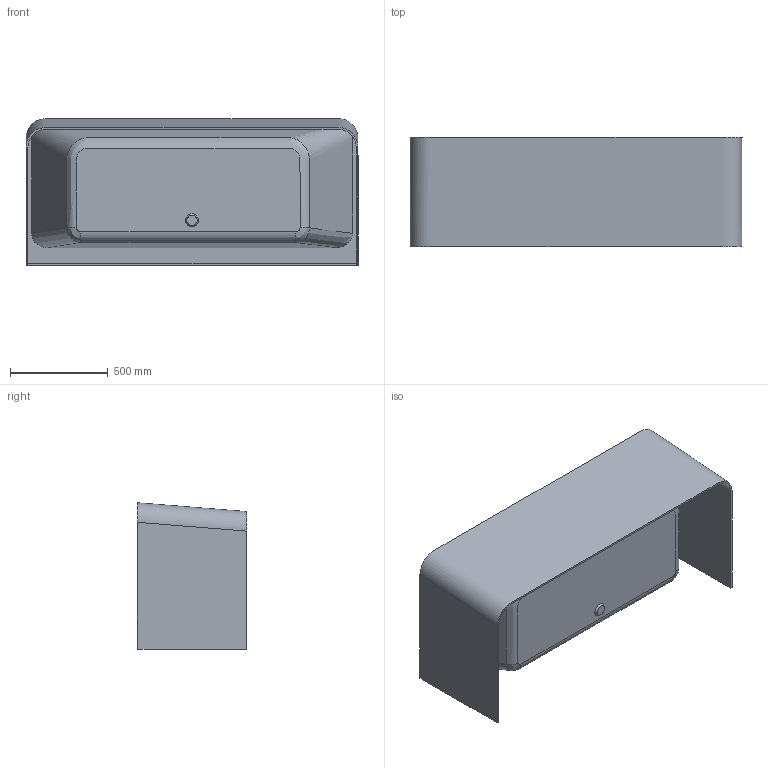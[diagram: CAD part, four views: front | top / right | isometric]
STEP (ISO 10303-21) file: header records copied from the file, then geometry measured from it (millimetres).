
FILE_DESCRIPTION (( 'STEP AP203' ), '1' );
FILE_NAME ('1608 三维.STEP', '2020-02-25T06:21:21', ( '微软用户' ), ( '微软中国' ), 'SwSTEP 2.0', 'SolidWorks 2015', '' );
FILE_SCHEMA (( 'CONFIG_CONTROL_DESIGN' ));
Length unit declared in the file: millimetre
Products named in the file (1): 1608 三维
Bounding box: 1700 x 560 x 750 mm (x, y, z)
Volume: 40186450.1 mm3; surface area: 8693861.4 mm2
Topology: 1 solids, 1 shells, 39 faces, 91 edges, 58 vertices
Faces by surface type: plane 17, bspline 16, cone 4, cylinder 2
Entity records: 8732 total; most frequent: CARTESIAN_POINT 7907, ORIENTED_EDGE 182, DIRECTION 104, EDGE_CURVE 91, VERTEX_POINT 58, B_SPLINE_CURVE_WITH_KNOTS 51, EDGE_LOOP 43, AXIS2_PLACEMENT_3D 40
